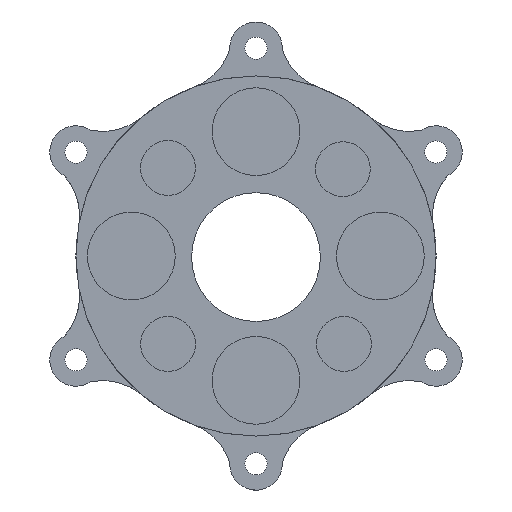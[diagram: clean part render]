
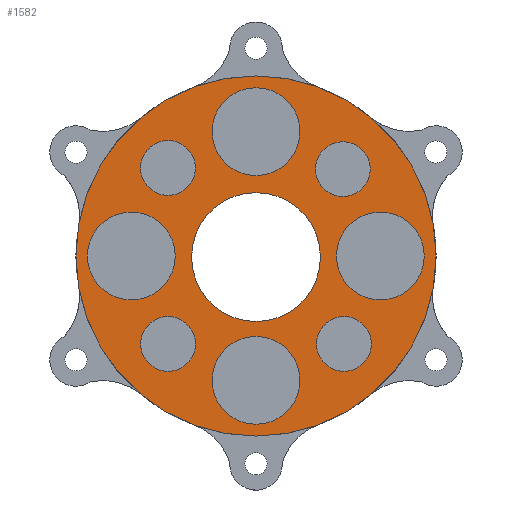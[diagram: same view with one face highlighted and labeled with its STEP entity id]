
A CAD part, front view. The second image highlights one B-rep face of the part: STEP entity #1582.
In plain terms, the highlighted planar face has unit normal (0, -1, 0).
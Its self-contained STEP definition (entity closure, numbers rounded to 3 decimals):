
#207=FACE_BOUND('',#427,.T.);
#208=FACE_BOUND('',#428,.T.);
#209=FACE_BOUND('',#429,.T.);
#210=FACE_BOUND('',#430,.T.);
#211=FACE_BOUND('',#431,.T.);
#212=FACE_BOUND('',#432,.T.);
#213=FACE_BOUND('',#433,.T.);
#214=FACE_BOUND('',#434,.T.);
#215=FACE_BOUND('',#435,.T.);
#240=PLANE('',#1805);
#329=FACE_OUTER_BOUND('',#426,.T.);
#426=EDGE_LOOP('',(#1396,#1397));
#427=EDGE_LOOP('',(#1398,#1399));
#428=EDGE_LOOP('',(#1400,#1401));
#429=EDGE_LOOP('',(#1402,#1403));
#430=EDGE_LOOP('',(#1404,#1405));
#431=EDGE_LOOP('',(#1406,#1407));
#432=EDGE_LOOP('',(#1408,#1409));
#433=EDGE_LOOP('',(#1410,#1411));
#434=EDGE_LOOP('',(#1412,#1413));
#435=EDGE_LOOP('',(#1414,#1415));
#514=CIRCLE('',#1739,65.);
#515=CIRCLE('',#1740,65.);
#522=CIRCLE('',#1748,9.9);
#523=CIRCLE('',#1749,9.9);
#526=CIRCLE('',#1754,9.9);
#527=CIRCLE('',#1755,9.9);
#530=CIRCLE('',#1760,9.9);
#531=CIRCLE('',#1761,9.9);
#534=CIRCLE('',#1766,9.9);
#535=CIRCLE('',#1767,9.9);
#540=CIRCLE('',#1774,15.85);
#541=CIRCLE('',#1775,15.85);
#544=CIRCLE('',#1780,15.85);
#545=CIRCLE('',#1781,15.85);
#548=CIRCLE('',#1786,15.85);
#549=CIRCLE('',#1787,15.85);
#552=CIRCLE('',#1792,15.85);
#553=CIRCLE('',#1793,15.85);
#554=CIRCLE('',#1796,23.25);
#555=CIRCLE('',#1797,23.25);
#708=VERTEX_POINT('',#3446);
#709=VERTEX_POINT('',#3448);
#710=VERTEX_POINT('',#3458);
#711=VERTEX_POINT('',#3459);
#714=VERTEX_POINT('',#3469);
#715=VERTEX_POINT('',#3470);
#718=VERTEX_POINT('',#3480);
#719=VERTEX_POINT('',#3481);
#722=VERTEX_POINT('',#3491);
#723=VERTEX_POINT('',#3492);
#728=VERTEX_POINT('',#3506);
#729=VERTEX_POINT('',#3508);
#732=VERTEX_POINT('',#3517);
#733=VERTEX_POINT('',#3519);
#736=VERTEX_POINT('',#3528);
#737=VERTEX_POINT('',#3530);
#740=VERTEX_POINT('',#3539);
#741=VERTEX_POINT('',#3541);
#742=VERTEX_POINT('',#3546);
#743=VERTEX_POINT('',#3547);
#915=EDGE_CURVE('',#708,#709,#514,.T.);
#916=EDGE_CURVE('',#709,#708,#515,.T.);
#923=EDGE_CURVE('',#710,#711,#522,.T.);
#924=EDGE_CURVE('',#711,#710,#523,.T.);
#928=EDGE_CURVE('',#714,#715,#526,.T.);
#929=EDGE_CURVE('',#715,#714,#527,.T.);
#933=EDGE_CURVE('',#718,#719,#530,.T.);
#934=EDGE_CURVE('',#719,#718,#531,.T.);
#938=EDGE_CURVE('',#722,#723,#534,.T.);
#939=EDGE_CURVE('',#723,#722,#535,.T.);
#946=EDGE_CURVE('',#729,#728,#540,.T.);
#947=EDGE_CURVE('',#728,#729,#541,.T.);
#951=EDGE_CURVE('',#733,#732,#544,.T.);
#952=EDGE_CURVE('',#732,#733,#545,.T.);
#956=EDGE_CURVE('',#737,#736,#548,.T.);
#957=EDGE_CURVE('',#736,#737,#549,.T.);
#961=EDGE_CURVE('',#741,#740,#552,.T.);
#962=EDGE_CURVE('',#740,#741,#553,.T.);
#963=EDGE_CURVE('',#742,#743,#554,.T.);
#964=EDGE_CURVE('',#743,#742,#555,.T.);
#1396=ORIENTED_EDGE('',*,*,#916,.F.);
#1397=ORIENTED_EDGE('',*,*,#915,.F.);
#1398=ORIENTED_EDGE('',*,*,#923,.T.);
#1399=ORIENTED_EDGE('',*,*,#924,.T.);
#1400=ORIENTED_EDGE('',*,*,#928,.T.);
#1401=ORIENTED_EDGE('',*,*,#929,.T.);
#1402=ORIENTED_EDGE('',*,*,#933,.T.);
#1403=ORIENTED_EDGE('',*,*,#934,.T.);
#1404=ORIENTED_EDGE('',*,*,#938,.T.);
#1405=ORIENTED_EDGE('',*,*,#939,.T.);
#1406=ORIENTED_EDGE('',*,*,#946,.T.);
#1407=ORIENTED_EDGE('',*,*,#947,.T.);
#1408=ORIENTED_EDGE('',*,*,#951,.T.);
#1409=ORIENTED_EDGE('',*,*,#952,.T.);
#1410=ORIENTED_EDGE('',*,*,#956,.T.);
#1411=ORIENTED_EDGE('',*,*,#957,.T.);
#1412=ORIENTED_EDGE('',*,*,#961,.T.);
#1413=ORIENTED_EDGE('',*,*,#962,.T.);
#1414=ORIENTED_EDGE('',*,*,#963,.T.);
#1415=ORIENTED_EDGE('',*,*,#964,.T.);
#1582=ADVANCED_FACE('',(#329,#207,#208,#209,#210,#211,#212,#213,#214,#215),
#240,.F.);
#1739=AXIS2_PLACEMENT_3D('',#3449,#2135,#2136);
#1740=AXIS2_PLACEMENT_3D('',#3450,#2137,#2138);
#1748=AXIS2_PLACEMENT_3D('',#3460,#2153,#2154);
#1749=AXIS2_PLACEMENT_3D('',#3461,#2155,#2156);
#1754=AXIS2_PLACEMENT_3D('',#3471,#2166,#2167);
#1755=AXIS2_PLACEMENT_3D('',#3472,#2168,#2169);
#1760=AXIS2_PLACEMENT_3D('',#3482,#2179,#2180);
#1761=AXIS2_PLACEMENT_3D('',#3483,#2181,#2182);
#1766=AXIS2_PLACEMENT_3D('',#3493,#2192,#2193);
#1767=AXIS2_PLACEMENT_3D('',#3494,#2194,#2195);
#1774=AXIS2_PLACEMENT_3D('',#3509,#2210,#2211);
#1775=AXIS2_PLACEMENT_3D('',#3510,#2212,#2213);
#1780=AXIS2_PLACEMENT_3D('',#3520,#2223,#2224);
#1781=AXIS2_PLACEMENT_3D('',#3521,#2225,#2226);
#1786=AXIS2_PLACEMENT_3D('',#3531,#2236,#2237);
#1787=AXIS2_PLACEMENT_3D('',#3532,#2238,#2239);
#1792=AXIS2_PLACEMENT_3D('',#3542,#2249,#2250);
#1793=AXIS2_PLACEMENT_3D('',#3543,#2251,#2252);
#1796=AXIS2_PLACEMENT_3D('',#3548,#2257,#2258);
#1797=AXIS2_PLACEMENT_3D('',#3549,#2259,#2260);
#1805=AXIS2_PLACEMENT_3D('',#3562,#2277,#2278);
#2135=DIRECTION('center_axis',(0.,1.,0.));
#2136=DIRECTION('ref_axis',(-1.,0.,0.));
#2137=DIRECTION('center_axis',(0.,1.,0.));
#2138=DIRECTION('ref_axis',(-1.,0.,0.));
#2153=DIRECTION('center_axis',(0.,1.,0.));
#2154=DIRECTION('ref_axis',(1.,0.,0.));
#2155=DIRECTION('center_axis',(0.,1.,0.));
#2156=DIRECTION('ref_axis',(1.,0.,0.));
#2166=DIRECTION('center_axis',(0.,1.,0.));
#2167=DIRECTION('ref_axis',(1.,0.,0.));
#2168=DIRECTION('center_axis',(0.,1.,0.));
#2169=DIRECTION('ref_axis',(1.,0.,0.));
#2179=DIRECTION('center_axis',(0.,1.,0.));
#2180=DIRECTION('ref_axis',(1.,0.,0.));
#2181=DIRECTION('center_axis',(0.,1.,0.));
#2182=DIRECTION('ref_axis',(1.,0.,0.));
#2192=DIRECTION('center_axis',(0.,1.,0.));
#2193=DIRECTION('ref_axis',(1.,0.,0.));
#2194=DIRECTION('center_axis',(0.,1.,0.));
#2195=DIRECTION('ref_axis',(1.,0.,0.));
#2210=DIRECTION('center_axis',(0.,1.,0.));
#2211=DIRECTION('ref_axis',(1.,0.,0.));
#2212=DIRECTION('center_axis',(0.,1.,0.));
#2213=DIRECTION('ref_axis',(1.,0.,0.));
#2223=DIRECTION('center_axis',(0.,1.,0.));
#2224=DIRECTION('ref_axis',(1.,0.,0.));
#2225=DIRECTION('center_axis',(0.,1.,0.));
#2226=DIRECTION('ref_axis',(1.,0.,0.));
#2236=DIRECTION('center_axis',(0.,1.,0.));
#2237=DIRECTION('ref_axis',(1.,0.,0.));
#2238=DIRECTION('center_axis',(0.,1.,0.));
#2239=DIRECTION('ref_axis',(1.,0.,0.));
#2249=DIRECTION('center_axis',(0.,1.,0.));
#2250=DIRECTION('ref_axis',(1.,0.,0.));
#2251=DIRECTION('center_axis',(0.,1.,0.));
#2252=DIRECTION('ref_axis',(1.,0.,0.));
#2257=DIRECTION('center_axis',(0.,1.,0.));
#2258=DIRECTION('ref_axis',(1.,0.,0.));
#2259=DIRECTION('center_axis',(0.,1.,0.));
#2260=DIRECTION('ref_axis',(1.,0.,0.));
#2277=DIRECTION('center_axis',(0.,1.,0.));
#2278=DIRECTION('ref_axis',(0.,0.,1.));
#3446=CARTESIAN_POINT('',(65.,0.,0.));
#3448=CARTESIAN_POINT('',(-65.,0.,0.));
#3449=CARTESIAN_POINT('Origin',(0.,0.,0.));
#3450=CARTESIAN_POINT('Origin',(0.,0.,0.));
#3458=CARTESIAN_POINT('',(-21.871,0.,31.771));
#3459=CARTESIAN_POINT('',(-41.671,0.,31.771));
#3460=CARTESIAN_POINT('Origin',(-31.771,0.,31.771));
#3461=CARTESIAN_POINT('Origin',(-31.771,0.,31.771));
#3469=CARTESIAN_POINT('',(-21.841,0.,-31.741));
#3470=CARTESIAN_POINT('',(-41.641,0.,-31.741));
#3471=CARTESIAN_POINT('Origin',(-31.741,0.,-31.741));
#3472=CARTESIAN_POINT('Origin',(-31.741,0.,-31.741));
#3480=CARTESIAN_POINT('',(41.258,0.,31.358));
#3481=CARTESIAN_POINT('',(21.458,0.,31.358));
#3482=CARTESIAN_POINT('Origin',(31.358,0.,31.358));
#3483=CARTESIAN_POINT('Origin',(31.358,0.,31.358));
#3491=CARTESIAN_POINT('',(41.641,0.,-31.741));
#3492=CARTESIAN_POINT('',(21.841,0.,-31.741));
#3493=CARTESIAN_POINT('Origin',(31.741,0.,-31.741));
#3494=CARTESIAN_POINT('Origin',(31.741,0.,-31.741));
#3506=CARTESIAN_POINT('',(29.039,0.,0.));
#3508=CARTESIAN_POINT('',(60.739,0.,0.));
#3509=CARTESIAN_POINT('Origin',(44.889,0.,0.));
#3510=CARTESIAN_POINT('Origin',(44.889,0.,0.));
#3517=CARTESIAN_POINT('',(-15.85,0.,-44.889));
#3519=CARTESIAN_POINT('',(15.85,0.,-44.889));
#3520=CARTESIAN_POINT('Origin',(0.,0.,-44.889));
#3521=CARTESIAN_POINT('Origin',(0.,0.,-44.889));
#3528=CARTESIAN_POINT('',(-60.85,0.,0.));
#3530=CARTESIAN_POINT('',(-29.15,0.,0.));
#3531=CARTESIAN_POINT('Origin',(-45.,0.,0.));
#3532=CARTESIAN_POINT('Origin',(-45.,0.,0.));
#3539=CARTESIAN_POINT('',(-15.85,0.,44.889));
#3541=CARTESIAN_POINT('',(15.85,0.,44.889));
#3542=CARTESIAN_POINT('Origin',(0.,0.,44.889));
#3543=CARTESIAN_POINT('Origin',(0.,0.,44.889));
#3546=CARTESIAN_POINT('',(23.25,0.,-0.395));
#3547=CARTESIAN_POINT('',(-23.25,0.,-0.395));
#3548=CARTESIAN_POINT('Origin',(0.,0.,-0.395));
#3549=CARTESIAN_POINT('Origin',(0.,0.,-0.395));
#3562=CARTESIAN_POINT('Origin',(0.,0.,0.));
